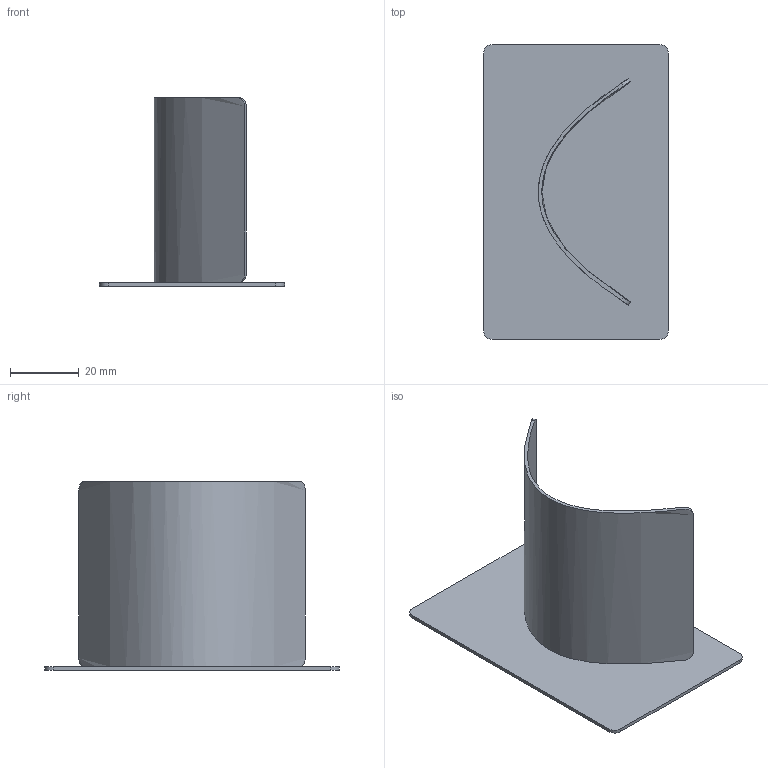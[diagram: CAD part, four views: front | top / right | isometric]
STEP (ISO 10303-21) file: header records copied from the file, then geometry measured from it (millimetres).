
FILE_DESCRIPTION(/* description */ ('','CAx-IF Rec.Pracs.---Representation and Presentation of Product Manufacturing Information (PMI)---4.0---2014-10-13'),/* implementation_level */ '2;1');
FILE_NAME(/* name */ 'AssemblyStainlessSteel.step',/* time_stamp */ '2025-01-20T23:39:50+07:00',/* author */ (''),/* organization */ (''),/* preprocessor_version */ 'ST-DEVELOPER v20',/* originating_system */ 'Autodesk Translation Framework v13.20.0.188',/* authorisation */ '');
FILE_SCHEMA (('AP242_MANAGED_MODEL_BASED_3D_ENGINEERING_MIM_LF { 1 0 10303 442 1 1 4 }'));
Length unit declared in the file: millimetre
Products named in the file (3): AssemblyStainlessSteel; Stainless_Steelx1mm_CurvePlate; Stainless_Steelx1mm_FacePlate
Assembly tree (2 placements, depth 2):
  AssemblyStainlessSteel
    Stainless_Steelx1mm_CurvePlate
    Stainless_Steelx1mm_FacePlate
Bounding box: 54 x 86 x 55 mm (x, y, z)
Volume: 9340.9 mm3; surface area: 19217.6 mm2
Topology: 2 solids, 2 shells, 20 faces, 48 edges, 32 vertices
Faces by surface type: plane 10, cylinder 8, bspline 2
Entity records: 947 total; most frequent: CARTESIAN_POINT 404, ORIENTED_EDGE 96, DIRECTION 92, EDGE_CURVE 48, VERTEX_POINT 32, AXIS2_PLACEMENT_3D 32, LINE 28, VECTOR 28
